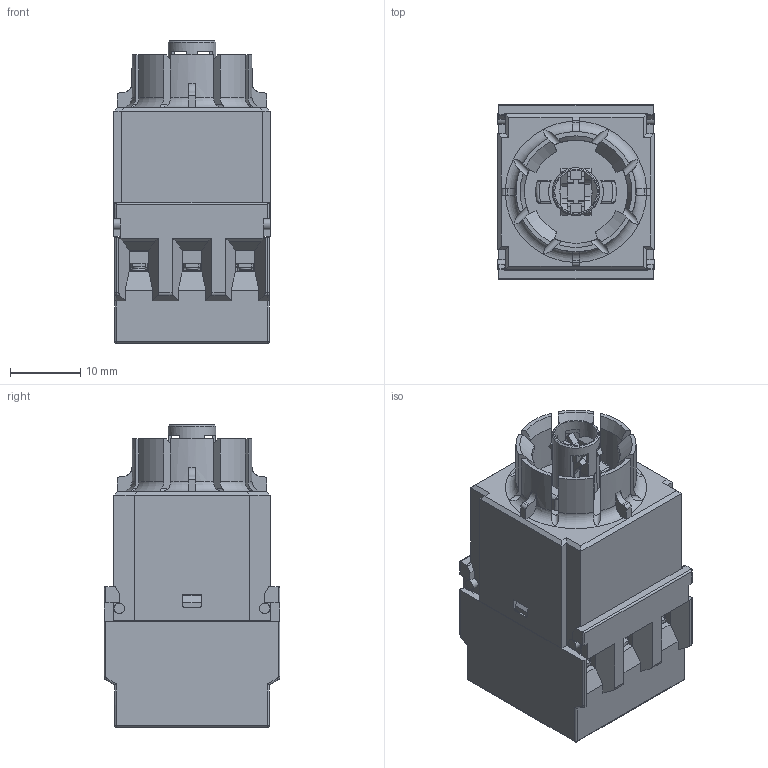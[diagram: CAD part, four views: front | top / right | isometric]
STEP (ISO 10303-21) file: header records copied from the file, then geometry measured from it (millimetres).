
FILE_DESCRIPTION(/* description */ (''),/* implementation_level */ '2;1');
FILE_NAME(/* name */ 'BFLK_ipt.stp',/* time_stamp */ '2017-03-30T15:02:19+02:00',/* author */ ('ahoffmann'),/* organization */ (''),/* preprocessor_version */ 'ST-DEVELOPER v16.1',/* originating_system */ 'Autodesk Inventor 2016',/* authorisation */ '');
FILE_SCHEMA (('AUTOMOTIVE_DESIGN { 1 0 10303 214 3 1 1 }'));
Products named in the file (1): BFLK_vereinfacht
Bounding box: 22.2 x 25 x 43 mm (x, y, z)
Volume: 13950.8 mm3; surface area: 12803.6 mm2
Topology: 1 solids, 1 shells, 1730 faces, 5053 edges, 3232 vertices
Faces by surface type: plane 1193, cylinder 349, bspline 107, torus 40, cone 33, sphere 8
Full cylindrical faces by diameter (mm): 1.5 x4, 1.7 x6, 1.9 x6, 2.3 x6, 2.5 x6, 2.8 x6, 4 x6, 6.05 x1, 6.8 x1, 14.7 x1
Entity records: 68403 total; most frequent: CARTESIAN_POINT 24436, ORIENTED_EDGE 9846, DIRECTION 8104, EDGE_CURVE 4915, LINE 3458, VECTOR 3458, VERTEX_POINT 3192, AXIS2_PLACEMENT_3D 2323
